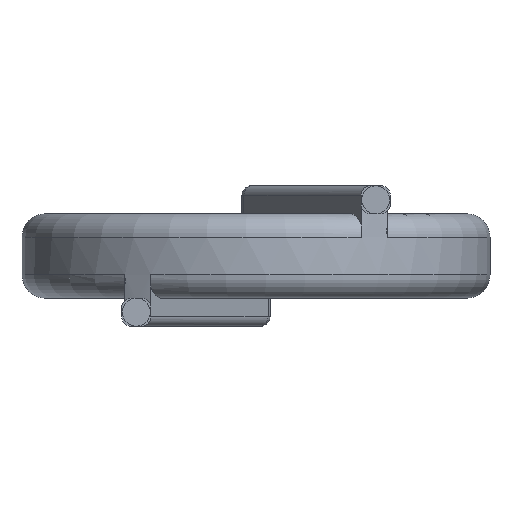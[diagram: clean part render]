
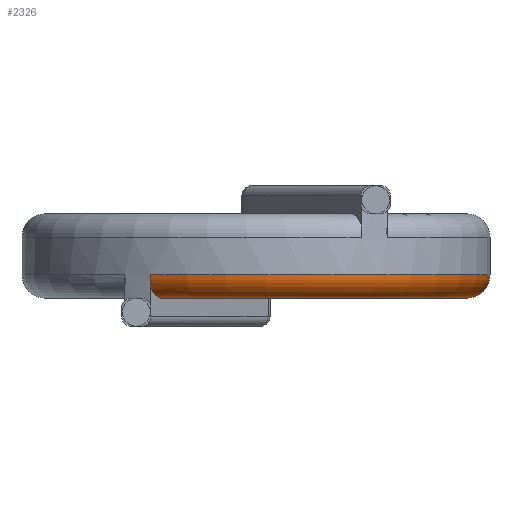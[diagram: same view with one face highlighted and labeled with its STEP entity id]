
A CAD part, front view. The second image highlights one B-rep face of the part: STEP entity #2326.
In plain terms, the highlighted toroidal (fillet/blend) face has major radius 4.5 mm and minor radius 0.5 mm.
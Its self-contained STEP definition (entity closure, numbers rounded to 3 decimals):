
#142 = CIRCLE ( 'NONE', #3478, 4.5 ) ;
#337 = DIRECTION ( 'NONE',  ( 0., -1., 0. ) ) ;
#341 = DIRECTION ( 'NONE',  ( 1., 0., 0. ) ) ;
#502 = CARTESIAN_POINT ( 'NONE',  ( -2.25, -4.465, -0.493 ) ) ;
#546 = EDGE_CURVE ( 'NONE', #1177, #5559, #142, .T. ) ;
#723 = CARTESIAN_POINT ( 'NONE',  ( 0., 0., -0.4 ) ) ;
#742 = CARTESIAN_POINT ( 'NONE',  ( -2.032, -4.015, -0.9 ) ) ;
#764 = ORIENTED_EDGE ( 'NONE', *, *, #2775, .F. ) ;
#823 = EDGE_LOOP ( 'NONE', ( #4349, #4172, #5616, #764, #4827 ) ) ;
#1029 = VERTEX_POINT ( 'NONE', #1164 ) ;
#1038 = CARTESIAN_POINT ( 'NONE',  ( 5., 0., -0.4 ) ) ;
#1164 = CARTESIAN_POINT ( 'NONE',  ( -2.25, -4.465, -0.4 ) ) ;
#1177 = VERTEX_POINT ( 'NONE', #4041 ) ;
#1371 = CARTESIAN_POINT ( 'NONE',  ( -2.25, -4.436, -0.583 ) ) ;
#1492 = CARTESIAN_POINT ( 'NONE',  ( 0., 0., -0.9 ) ) ;
#1660 = VERTEX_POINT ( 'NONE', #3237 ) ;
#1898 = AXIS2_PLACEMENT_3D ( 'NONE', #4272, #3935, #4304 ) ;
#2125 = DIRECTION ( 'NONE',  ( 0., 0., -1. ) ) ;
#2185 = TOROIDAL_SURFACE ( 'NONE', #5049, 4.5, 0.5 ) ;
#2326 = ADVANCED_FACE ( 'NONE', ( #5176 ), #2185, .T. ) ;
#2471 = CARTESIAN_POINT ( 'NONE',  ( -2.12, -4.164, -0.9 ) ) ;
#2694 = B_SPLINE_CURVE_WITH_KNOTS ( 'NONE', 3,
 ( #5623, #2471, #3290, #3754 ),
 .UNSPECIFIED., .F., .F.,
 ( 4, 4 ),
 ( 0., 0.001 ),
 .UNSPECIFIED. ) ;
#2775 = EDGE_CURVE ( 'NONE', #1660, #1029, #3251, .T. ) ;
#3128 = CIRCLE ( 'NONE', #5209, 0.5 ) ;
#3237 = CARTESIAN_POINT ( 'NONE',  ( -2.25, -4.383, -0.66 ) ) ;
#3251 = B_SPLINE_CURVE_WITH_KNOTS ( 'NONE', 3,
 ( #4607, #1371, #502, #3726 ),
 .UNSPECIFIED., .F., .F.,
 ( 4, 4 ),
 ( 0., 0. ),
 .UNSPECIFIED. ) ;
#3290 = CARTESIAN_POINT ( 'NONE',  ( -2.204, -4.306, -0.807 ) ) ;
#3478 = AXIS2_PLACEMENT_3D ( 'NONE', #1492, #5507, #5039 ) ;
#3583 = EDGE_CURVE ( 'NONE', #5559, #1660, #2694, .T. ) ;
#3726 = CARTESIAN_POINT ( 'NONE',  ( -2.25, -4.465, -0.4 ) ) ;
#3754 = CARTESIAN_POINT ( 'NONE',  ( -2.25, -4.383, -0.66 ) ) ;
#3935 = DIRECTION ( 'NONE',  ( 0., 0., 1. ) ) ;
#4041 = CARTESIAN_POINT ( 'NONE',  ( 4.5, 0., -0.9 ) ) ;
#4172 = ORIENTED_EDGE ( 'NONE', *, *, #4295, .T. ) ;
#4272 = CARTESIAN_POINT ( 'NONE',  ( 0., 0., -0.4 ) ) ;
#4295 = EDGE_CURVE ( 'NONE', #1177, #5717, #3128, .T. ) ;
#4304 = DIRECTION ( 'NONE',  ( 1., 0., 0. ) ) ;
#4349 = ORIENTED_EDGE ( 'NONE', *, *, #546, .F. ) ;
#4607 = CARTESIAN_POINT ( 'NONE',  ( -2.25, -4.383, -0.66 ) ) ;
#4647 = CIRCLE ( 'NONE', #1898, 5. ) ;
#4827 = ORIENTED_EDGE ( 'NONE', *, *, #3583, .F. ) ;
#4848 = CARTESIAN_POINT ( 'NONE',  ( 4.5, 0., -0.4 ) ) ;
#5039 = DIRECTION ( 'NONE',  ( 1., 0., 0. ) ) ;
#5049 = AXIS2_PLACEMENT_3D ( 'NONE', #723, #5243, #341 ) ;
#5176 = FACE_OUTER_BOUND ( 'NONE', #823, .T. ) ;
#5209 = AXIS2_PLACEMENT_3D ( 'NONE', #4848, #337, #2125 ) ;
#5243 = DIRECTION ( 'NONE',  ( 0., 0., 1. ) ) ;
#5507 = DIRECTION ( 'NONE',  ( 0., 0., -1. ) ) ;
#5559 = VERTEX_POINT ( 'NONE', #742 ) ;
#5564 = EDGE_CURVE ( 'NONE', #1029, #5717, #4647, .T. ) ;
#5616 = ORIENTED_EDGE ( 'NONE', *, *, #5564, .F. ) ;
#5623 = CARTESIAN_POINT ( 'NONE',  ( -2.032, -4.015, -0.9 ) ) ;
#5717 = VERTEX_POINT ( 'NONE', #1038 ) ;
